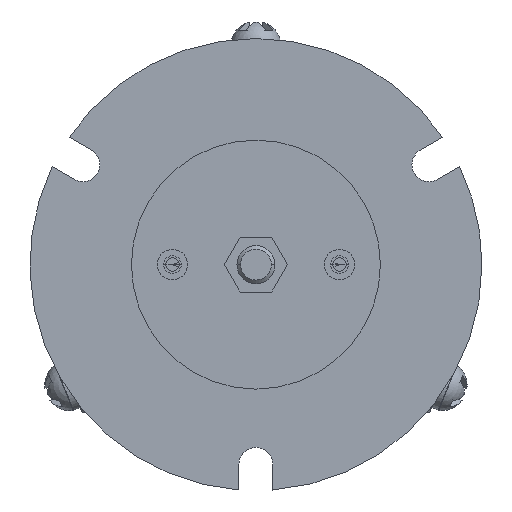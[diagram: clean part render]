
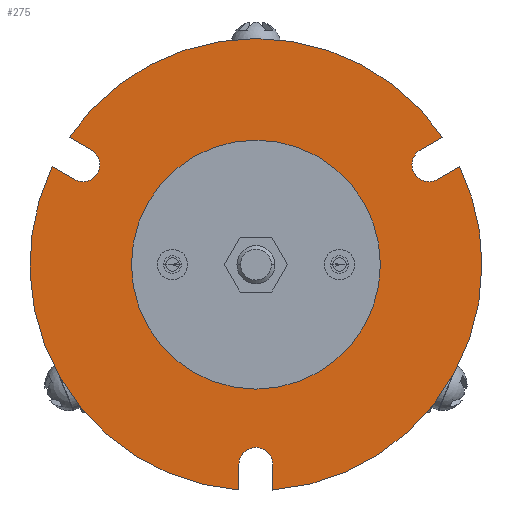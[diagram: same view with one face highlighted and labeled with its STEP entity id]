
A CAD part, front view. The second image highlights one B-rep face of the part: STEP entity #275.
In plain terms, the highlighted planar face has unit normal (0, -1, 0).
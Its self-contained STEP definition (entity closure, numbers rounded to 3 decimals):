
#140 = ORIENTED_EDGE ( 'NONE', *, *, #8177, .F. ) ;
#175 = CARTESIAN_POINT ( 'NONE',  ( 21.825, 5., 15.199 ) ) ;
#188 = DIRECTION ( 'NONE',  ( 0., 1., 0. ) ) ;
#224 = AXIS2_PLACEMENT_3D ( 'NONE', #7159, #188, #3051 ) ;
#253 = VERTEX_POINT ( 'NONE', #2846 ) ;
#275 = ADVANCED_FACE ( 'NONE', ( #920, #8628 ), #4245, .F. ) ;
#344 = VERTEX_POINT ( 'NONE', #1485 ) ;
#358 = DIRECTION ( 'NONE',  ( 0., -1., 0. ) ) ;
#368 = LINE ( 'NONE', #1099, #738 ) ;
#432 = ORIENTED_EDGE ( 'NONE', *, *, #798, .F. ) ;
#452 = CARTESIAN_POINT ( 'NONE',  ( 2.25, 5., -29.907 ) ) ;
#582 = ORIENTED_EDGE ( 'NONE', *, *, #3605, .T. ) ;
#634 = ORIENTED_EDGE ( 'NONE', *, *, #7896, .T. ) ;
#738 = VECTOR ( 'NONE', #2581, 1000. ) ;
#784 = ORIENTED_EDGE ( 'NONE', *, *, #5246, .F. ) ;
#798 = EDGE_CURVE ( 'NONE', #4666, #3243, #6977, .T. ) ;
#920 = FACE_BOUND ( 'NONE', #1034, .T. ) ;
#933 = DIRECTION ( 'NONE',  ( 0.5, 0., 0.866 ) ) ;
#1012 = ORIENTED_EDGE ( 'NONE', *, *, #1171, .T. ) ;
#1034 = EDGE_LOOP ( 'NONE', ( #6567, #8686 ) ) ;
#1083 = CARTESIAN_POINT ( 'NONE',  ( -24.775, 5., 16.902 ) ) ;
#1099 = CARTESIAN_POINT ( 'NONE',  ( 1.125, 5., -1.949 ) ) ;
#1115 = DIRECTION ( 'NONE',  ( -0.866, 0., 0.5 ) ) ;
#1171 = EDGE_CURVE ( 'NONE', #4666, #4808, #7367, .T. ) ;
#1228 = ORIENTED_EDGE ( 'NONE', *, *, #2110, .F. ) ;
#1262 = CARTESIAN_POINT ( 'NONE',  ( 0., 5., 0. ) ) ;
#1265 = VERTEX_POINT ( 'NONE', #2595 ) ;
#1282 = VECTOR ( 'NONE', #2262, 1000. ) ;
#1363 = DIRECTION ( 'NONE',  ( 0., -1., 0. ) ) ;
#1377 = ORIENTED_EDGE ( 'NONE', *, *, #4005, .F. ) ;
#1485 = CARTESIAN_POINT ( 'NONE',  ( -2.25, 5., -26.5 ) ) ;
#1577 = CARTESIAN_POINT ( 'NONE',  ( 24.075, 5., 11.301 ) ) ;
#1660 = DIRECTION ( 'NONE',  ( 0., 0., 1. ) ) ;
#1790 = EDGE_CURVE ( 'NONE', #7435, #3501, #8588, .T. ) ;
#1832 = ORIENTED_EDGE ( 'NONE', *, *, #6615, .F. ) ;
#1997 = EDGE_CURVE ( 'NONE', #7139, #4905, #7249, .T. ) ;
#2008 = AXIS2_PLACEMENT_3D ( 'NONE', #4528, #2375, #8651 ) ;
#2050 = ORIENTED_EDGE ( 'NONE', *, *, #1790, .F. ) ;
#2104 = VECTOR ( 'NONE', #8887, 1000. ) ;
#2110 = EDGE_CURVE ( 'NONE', #3501, #344, #6372, .T. ) ;
#2207 = VERTEX_POINT ( 'NONE', #2301 ) ;
#2262 = DIRECTION ( 'NONE',  ( 0., 0., -1. ) ) ;
#2301 = CARTESIAN_POINT ( 'NONE',  ( -15.885, 5., 0. ) ) ;
#2322 = VERTEX_POINT ( 'NONE', #7848 ) ;
#2326 = CARTESIAN_POINT ( 'NONE',  ( -22.95, 5., 13.25 ) ) ;
#2375 = DIRECTION ( 'NONE',  ( 0., -1., 0. ) ) ;
#2409 = CIRCLE ( 'NONE', #8167, 15.885 ) ;
#2476 = EDGE_CURVE ( 'NONE', #7519, #2207, #2409, .T. ) ;
#2509 = LINE ( 'NONE', #7452, #5465 ) ;
#2523 = CIRCLE ( 'NONE', #7098, 15.885 ) ;
#2581 = DIRECTION ( 'NONE',  ( 0.866, 0., 0.5 ) ) ;
#2595 = CARTESIAN_POINT ( 'NONE',  ( -24.075, 5., 11.301 ) ) ;
#2687 = VERTEX_POINT ( 'NONE', #3878 ) ;
#2846 = CARTESIAN_POINT ( 'NONE',  ( 29.991, 5., 0. ) ) ;
#2900 = LINE ( 'NONE', #4235, #1282 ) ;
#2965 = DIRECTION ( 'NONE',  ( 0., -1., 0. ) ) ;
#3019 = CARTESIAN_POINT ( 'NONE',  ( 22.95, 5., 13.25 ) ) ;
#3051 = DIRECTION ( 'NONE',  ( -1., 0., 0. ) ) ;
#3243 = VERTEX_POINT ( 'NONE', #175 ) ;
#3491 = CARTESIAN_POINT ( 'NONE',  ( -1.125, 5., 1.949 ) ) ;
#3501 = VERTEX_POINT ( 'NONE', #3553 ) ;
#3536 = CIRCLE ( 'NONE', #9124, 2.25 ) ;
#3553 = CARTESIAN_POINT ( 'NONE',  ( 2.25, 5., -26.5 ) ) ;
#3575 = CARTESIAN_POINT ( 'NONE',  ( 2.25, 5., 0. ) ) ;
#3605 = EDGE_CURVE ( 'NONE', #253, #2687, #7303, .T. ) ;
#3805 = AXIS2_PLACEMENT_3D ( 'NONE', #1262, #8380, #8293 ) ;
#3878 = CARTESIAN_POINT ( 'NONE',  ( 27.025, 5., 13.005 ) ) ;
#3933 = EDGE_LOOP ( 'NONE', ( #432, #1012, #1832, #140, #1377, #6208, #6299, #1228, #2050, #634, #582, #8928, #784 ) ) ;
#3967 = AXIS2_PLACEMENT_3D ( 'NONE', #2326, #4434, #933 ) ;
#4005 = EDGE_CURVE ( 'NONE', #7139, #1265, #6222, .T. ) ;
#4061 = CARTESIAN_POINT ( 'NONE',  ( 0., 5., -26.5 ) ) ;
#4146 = DIRECTION ( 'NONE',  ( 0., -1., 0. ) ) ;
#4164 = EDGE_CURVE ( 'NONE', #344, #4905, #2900, .T. ) ;
#4191 = DIRECTION ( 'NONE',  ( -1., 0., 0. ) ) ;
#4235 = CARTESIAN_POINT ( 'NONE',  ( -2.25, 5., 0. ) ) ;
#4245 = PLANE ( 'NONE',  #224 ) ;
#4434 = DIRECTION ( 'NONE',  ( 0., -1., 0. ) ) ;
#4528 = CARTESIAN_POINT ( 'NONE',  ( 0., 5., 0. ) ) ;
#4598 = CARTESIAN_POINT ( 'NONE',  ( 0., 5., 0. ) ) ;
#4666 = VERTEX_POINT ( 'NONE', #7990 ) ;
#4808 = VERTEX_POINT ( 'NONE', #1083 ) ;
#4905 = VERTEX_POINT ( 'NONE', #6905 ) ;
#5246 = EDGE_CURVE ( 'NONE', #3243, #6395, #3536, .T. ) ;
#5295 = DIRECTION ( 'NONE',  ( 1., 0., 0. ) ) ;
#5465 = VECTOR ( 'NONE', #1115, 1000. ) ;
#5468 = DIRECTION ( 'NONE',  ( 1., 0., 0. ) ) ;
#5646 = DIRECTION ( 'NONE',  ( 0., -1., 0. ) ) ;
#5653 = CARTESIAN_POINT ( 'NONE',  ( 15.885, 5., 0. ) ) ;
#5756 = DIRECTION ( 'NONE',  ( 1., 0., 0. ) ) ;
#5781 = EDGE_CURVE ( 'NONE', #6395, #2687, #368, .T. ) ;
#5840 = CIRCLE ( 'NONE', #3805, 29.991 ) ;
#6123 = CARTESIAN_POINT ( 'NONE',  ( -1.125, 5., -1.949 ) ) ;
#6157 = CIRCLE ( 'NONE', #3967, 2.25 ) ;
#6208 = ORIENTED_EDGE ( 'NONE', *, *, #1997, .T. ) ;
#6222 = LINE ( 'NONE', #6123, #7484 ) ;
#6299 = ORIENTED_EDGE ( 'NONE', *, *, #4164, .F. ) ;
#6372 = CIRCLE ( 'NONE', #7255, 2.25 ) ;
#6383 = EDGE_CURVE ( 'NONE', #2207, #7519, #2523, .T. ) ;
#6395 = VERTEX_POINT ( 'NONE', #1577 ) ;
#6567 = ORIENTED_EDGE ( 'NONE', *, *, #2476, .F. ) ;
#6615 = EDGE_CURVE ( 'NONE', #2322, #4808, #2509, .T. ) ;
#6905 = CARTESIAN_POINT ( 'NONE',  ( -2.25, 5., -29.907 ) ) ;
#6922 = CARTESIAN_POINT ( 'NONE',  ( -27.025, 5., 13.005 ) ) ;
#6937 = VECTOR ( 'NONE', #1660, 1000. ) ;
#6977 = LINE ( 'NONE', #3491, #2104 ) ;
#7073 = AXIS2_PLACEMENT_3D ( 'NONE', #7747, #5646, #7500 ) ;
#7098 = AXIS2_PLACEMENT_3D ( 'NONE', #8078, #2965, #5756 ) ;
#7108 = AXIS2_PLACEMENT_3D ( 'NONE', #4598, #358, #5295 ) ;
#7139 = VERTEX_POINT ( 'NONE', #6922 ) ;
#7159 = CARTESIAN_POINT ( 'NONE',  ( 0., 5., 0. ) ) ;
#7249 = CIRCLE ( 'NONE', #7108, 29.991 ) ;
#7255 = AXIS2_PLACEMENT_3D ( 'NONE', #4061, #4146, #4191 ) ;
#7303 = CIRCLE ( 'NONE', #2008, 29.991 ) ;
#7367 = CIRCLE ( 'NONE', #7073, 29.991 ) ;
#7435 = VERTEX_POINT ( 'NONE', #452 ) ;
#7452 = CARTESIAN_POINT ( 'NONE',  ( 1.125, 5., 1.949 ) ) ;
#7484 = VECTOR ( 'NONE', #8942, 1000. ) ;
#7500 = DIRECTION ( 'NONE',  ( 1., 0., 0. ) ) ;
#7519 = VERTEX_POINT ( 'NONE', #5653 ) ;
#7558 = CARTESIAN_POINT ( 'NONE',  ( 0., 5., 0. ) ) ;
#7747 = CARTESIAN_POINT ( 'NONE',  ( 0., 5., 0. ) ) ;
#7848 = CARTESIAN_POINT ( 'NONE',  ( -21.825, 5., 15.199 ) ) ;
#7896 = EDGE_CURVE ( 'NONE', #7435, #253, #5840, .T. ) ;
#7990 = CARTESIAN_POINT ( 'NONE',  ( 24.775, 5., 16.902 ) ) ;
#8078 = CARTESIAN_POINT ( 'NONE',  ( 0., 5., 0. ) ) ;
#8167 = AXIS2_PLACEMENT_3D ( 'NONE', #7558, #1363, #5468 ) ;
#8177 = EDGE_CURVE ( 'NONE', #1265, #2322, #6157, .T. ) ;
#8293 = DIRECTION ( 'NONE',  ( 1., 0., 0. ) ) ;
#8380 = DIRECTION ( 'NONE',  ( 0., -1., 0. ) ) ;
#8588 = LINE ( 'NONE', #3575, #6937 ) ;
#8600 = DIRECTION ( 'NONE',  ( 0., -1., 0. ) ) ;
#8628 = FACE_OUTER_BOUND ( 'NONE', #3933, .T. ) ;
#8651 = DIRECTION ( 'NONE',  ( 1., 0., 0. ) ) ;
#8686 = ORIENTED_EDGE ( 'NONE', *, *, #6383, .F. ) ;
#8748 = DIRECTION ( 'NONE',  ( 0.5, 0., -0.866 ) ) ;
#8887 = DIRECTION ( 'NONE',  ( -0.866, 0., -0.5 ) ) ;
#8928 = ORIENTED_EDGE ( 'NONE', *, *, #5781, .F. ) ;
#8942 = DIRECTION ( 'NONE',  ( 0.866, 0., -0.5 ) ) ;
#9124 = AXIS2_PLACEMENT_3D ( 'NONE', #3019, #8600, #8748 ) ;
